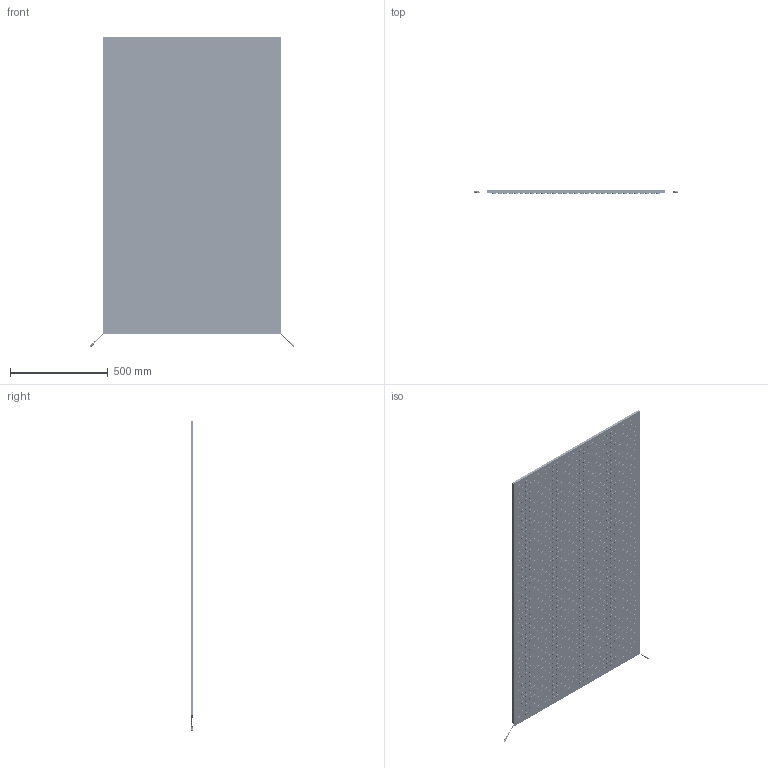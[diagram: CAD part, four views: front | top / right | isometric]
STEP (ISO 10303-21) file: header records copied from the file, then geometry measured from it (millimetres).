
FILE_DESCRIPTION (( 'STEP AP214' ), '1' );
FILE_NAME ('1602-4105_a.STEP', '2019-08-06T21:54:16', ( '' ), ( '' ), 'SwSTEP 2.0', 'SolidWorks 2018', '' );
FILE_SCHEMA (( 'AUTOMOTIVE_DESIGN' ));
Length unit declared in the file: inch
Products named in the file (1): 1602-4105_a
Bounding box: 1048.87 x 14 x 1591.81 mm (x, y, z)
Volume: 17756441.9 mm3; surface area: 3057090.4 mm2
Topology: 6 solids, 6 shells, 3549 faces, 5558 edges, 3690 vertices
Faces by surface type: plane 1765, cylinder 1702, cone 46, bspline 36
Full cylindrical faces by diameter (mm): 0.8 x8, 1 x3, 1.2 x24, 1.6 x3, 3.4 x2, 3.5 x2, 5.7 x2, 5.8 x1, 5.9 x1, 6.7 x1, 6.8 x2, 6.9 x2, 7 x1, 7.2 x1, 8 x1, 8.8 x2, 9 x2, 9.6 x1, 20 x1643
Entity records: 74005 total; most frequent: DIRECTION 14262, CARTESIAN_POINT 12188, ORIENTED_EDGE 7494, AXIS2_PLACEMENT_3D 7065, EDGE_LOOP 7006, FACE_OUTER_BOUND 5251, EDGE_CURVE 3747, VERTEX_POINT 3635
